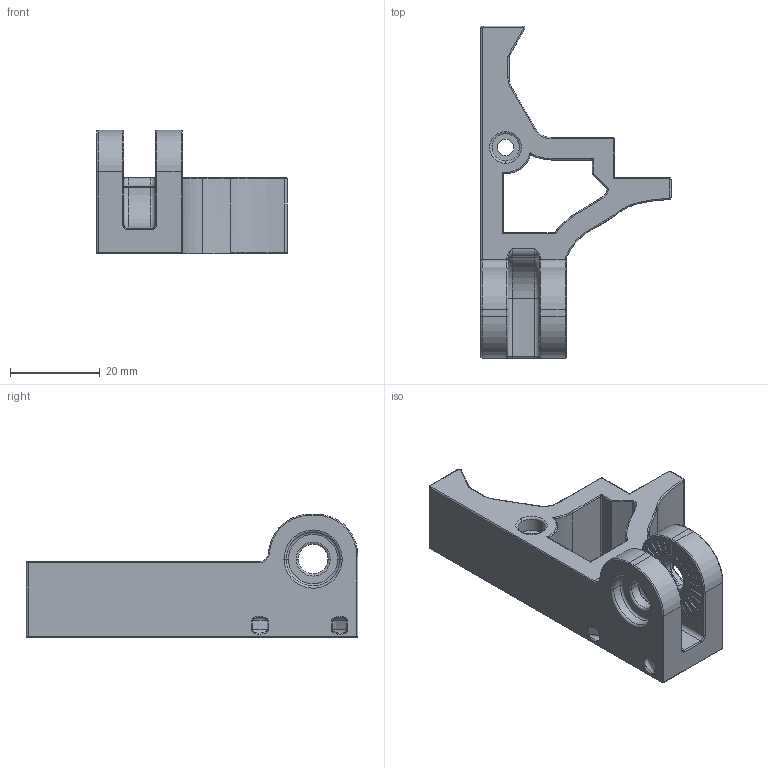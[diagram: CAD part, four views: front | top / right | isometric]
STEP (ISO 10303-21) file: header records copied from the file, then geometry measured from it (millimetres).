
FILE_DESCRIPTION (( 'STEP AP214' ), '1' );
FILE_NAME ('xAxisBracket_F_MK2_v2.STEP', '2018-11-16T14:59:20', ( '' ), ( '' ), 'SwSTEP 2.0', 'SolidWorks 2017', '' );
FILE_SCHEMA (( 'AUTOMOTIVE_DESIGN' ));
Length unit declared in the file: millimetre
Products named in the file (1): xAxisBracket_F_MK2_v2
Bounding box: 42.41 x 74.02 x 27.55 mm (x, y, z)
Volume: 18806.4 mm3; surface area: 9195.2 mm2
Topology: 1 solids, 1 shells, 802 faces, 1941 edges, 1186 vertices
Faces by surface type: plane 254, cylinder 205, torus 196, bspline 136, cone 8, sphere 3
Entity records: 35306 total; most frequent: CARTESIAN_POINT 17073, ORIENTED_EDGE 3852, DIRECTION 3725, EDGE_CURVE 1926, AXIS2_PLACEMENT_3D 1444, VERTEX_POINT 1186, EDGE_LOOP 872, LINE 837
